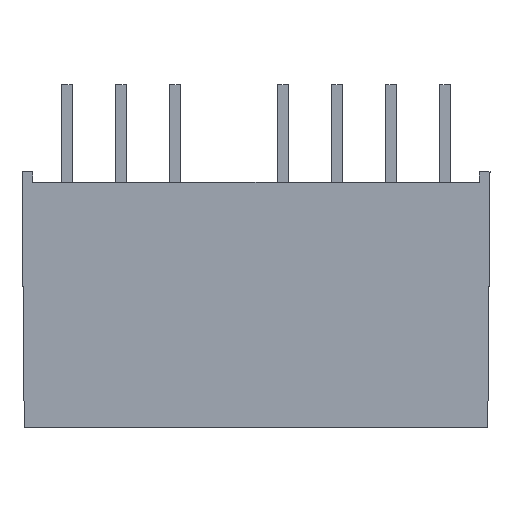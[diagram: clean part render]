
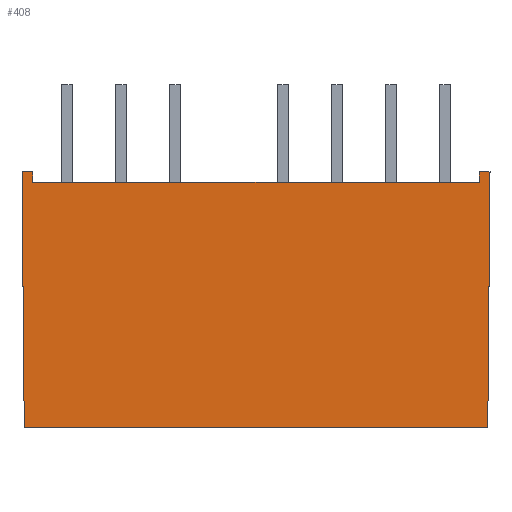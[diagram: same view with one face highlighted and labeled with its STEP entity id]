
A CAD part, top view. The second image highlights one B-rep face of the part: STEP entity #408.
In plain terms, the highlighted planar face has unit normal (0, -0.009, 1).
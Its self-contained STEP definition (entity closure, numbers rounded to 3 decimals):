
#133=DIRECTION('',(1.,0.,0.));
#134=VECTOR('',#133,21.);
#135=CARTESIAN_POINT('',(-10.5,-0.5,4.746));
#136=LINE('',#135,#134);
#140=DIRECTION('',(1.,0.,0.));
#141=VECTOR('',#140,0.5);
#142=CARTESIAN_POINT('',(10.5,0.,4.75));
#143=LINE('',#142,#141);
#147=DIRECTION('',(-0.009,-1.,-0.009));
#148=VECTOR('',#147,12.001);
#149=CARTESIAN_POINT('',(11.,0.,4.75));
#150=LINE('',#149,#148);
#154=DIRECTION('',(1.,0.,0.));
#155=VECTOR('',#154,0.5);
#156=CARTESIAN_POINT('',(-11.,0.,4.75));
#157=LINE('',#156,#155);
#161=DIRECTION('',(0.,-1.,-0.009));
#162=VECTOR('',#161,0.5);
#163=CARTESIAN_POINT('',(-10.5,0.,4.75));
#164=LINE('',#163,#162);
#168=DIRECTION('',(0.,-1.,-0.009));
#169=VECTOR('',#168,0.5);
#170=CARTESIAN_POINT('',(10.5,0.,4.75));
#171=LINE('',#170,#169);
#210=DIRECTION('',(1.,0.,0.));
#211=VECTOR('',#210,21.791);
#212=CARTESIAN_POINT('',(-10.895,-12.,4.645));
#213=LINE('',#212,#211);
#238=DIRECTION('',(0.009,-1.,-0.009));
#239=VECTOR('',#238,12.001);
#240=CARTESIAN_POINT('',(-11.,0.,4.75));
#241=LINE('',#240,#239);
#275=CARTESIAN_POINT('',(-10.5,0.,4.75));
#277=VERTEX_POINT('',#275);
#279=CARTESIAN_POINT('',(-11.,0.,4.75));
#280=VERTEX_POINT('',#279);
#285=CARTESIAN_POINT('',(-10.5,-0.5,4.746));
#286=VERTEX_POINT('',#285);
#301=CARTESIAN_POINT('',(10.5,-0.5,4.746));
#302=VERTEX_POINT('',#301);
#303=CARTESIAN_POINT('',(10.5,0.,4.75));
#304=VERTEX_POINT('',#303);
#305=CARTESIAN_POINT('',(11.,0.,4.75));
#306=VERTEX_POINT('',#305);
#307=CARTESIAN_POINT('',(10.895,-12.,4.645));
#308=VERTEX_POINT('',#307);
#309=CARTESIAN_POINT('',(-10.895,-12.,4.645));
#310=VERTEX_POINT('',#309);
#388=CARTESIAN_POINT('',(-12.322,0.,4.75));
#389=DIRECTION('',(0.,-0.009,1.));
#390=DIRECTION('',(1.,0.,0.));
#391=AXIS2_PLACEMENT_3D('',#388,#389,#390);
#392=PLANE('',#391);
#393=ORIENTED_EDGE('',*,*,#379,.T.);
#395=ORIENTED_EDGE('',*,*,#394,.F.);
#397=ORIENTED_EDGE('',*,*,#396,.T.);
#399=ORIENTED_EDGE('',*,*,#398,.T.);
#401=ORIENTED_EDGE('',*,*,#400,.F.);
#403=ORIENTED_EDGE('',*,*,#402,.F.);
#404=ORIENTED_EDGE('',*,*,#322,.T.);
#405=ORIENTED_EDGE('',*,*,#341,.T.);
#406=EDGE_LOOP('',(#393,#395,#397,#399,#401,#403,#404,#405));
#407=FACE_OUTER_BOUND('',#406,.F.);
#322=EDGE_CURVE('',#280,#277,#157,.T.);
#341=EDGE_CURVE('',#277,#286,#164,.T.);
#379=EDGE_CURVE('',#286,#302,#136,.T.);
#394=EDGE_CURVE('',#304,#302,#171,.T.);
#396=EDGE_CURVE('',#304,#306,#143,.T.);
#398=EDGE_CURVE('',#306,#308,#150,.T.);
#400=EDGE_CURVE('',#310,#308,#213,.T.);
#402=EDGE_CURVE('',#280,#310,#241,.T.);
#408=ADVANCED_FACE('',(#407),#392,.T.);
